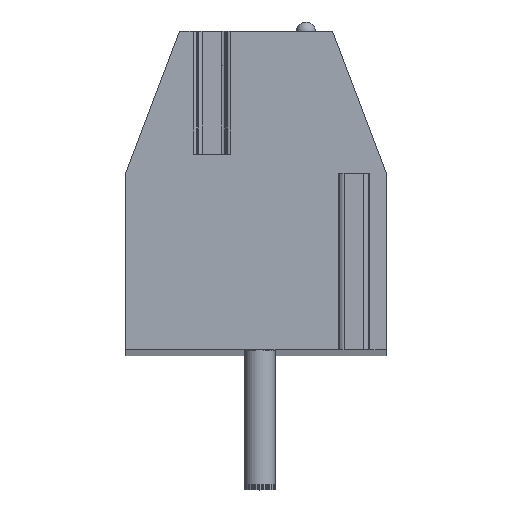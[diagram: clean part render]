
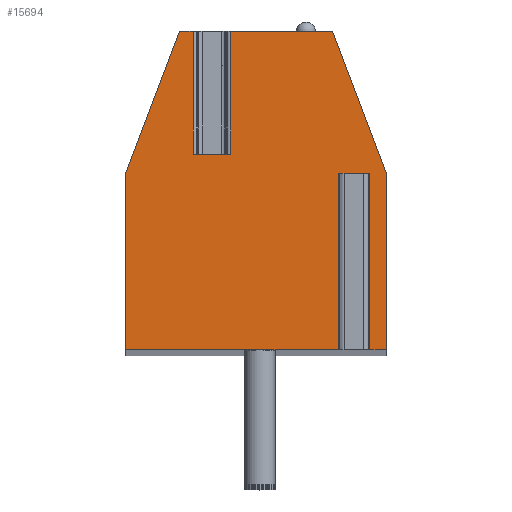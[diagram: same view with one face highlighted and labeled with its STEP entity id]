
A CAD part, top view. The second image highlights one B-rep face of the part: STEP entity #15694.
In plain terms, the highlighted planar face has unit normal (0, 0, 1).
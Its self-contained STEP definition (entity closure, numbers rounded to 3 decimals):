
#14=DIRECTION('',(0.,1.,0.));
#15=VECTOR('',#14,3.2);
#16=CARTESIAN_POINT('',(-1.636,1.,85.725));
#17=LINE('',#16,#15);
#18=DIRECTION('',(1.,0.,0.));
#19=VECTOR('',#18,0.972);
#20=CARTESIAN_POINT('',(-1.636,1.,85.725));
#21=LINE('',#20,#19);
#22=DIRECTION('',(0.,1.,0.));
#23=VECTOR('',#22,3.2);
#24=CARTESIAN_POINT('',(-0.664,1.,85.725));
#25=LINE('',#24,#23);
#26=DIRECTION('',(-1.,0.,0.));
#27=VECTOR('',#26,2.659);
#28=CARTESIAN_POINT('',(1.995,4.2,85.725));
#29=LINE('',#28,#27);
#30=DIRECTION('',(-0.355,0.935,0.));
#31=VECTOR('',#30,3.958);
#32=CARTESIAN_POINT('',(3.4,0.5,85.725));
#33=LINE('',#32,#31);
#34=DIRECTION('',(0.,1.,0.));
#35=VECTOR('',#34,4.6);
#36=CARTESIAN_POINT('',(3.4,-4.1,85.725));
#37=LINE('',#36,#35);
#38=DIRECTION('',(1.,0.,0.));
#39=VECTOR('',#38,0.625);
#40=CARTESIAN_POINT('',(2.775,-4.1,85.725));
#41=LINE('',#40,#39);
#42=DIRECTION('',(0.,1.,0.));
#43=VECTOR('',#42,4.6);
#44=CARTESIAN_POINT('',(2.775,-4.1,85.725));
#45=LINE('',#44,#43);
#46=DIRECTION('',(-1.,0.,0.));
#47=VECTOR('',#46,0.45);
#48=CARTESIAN_POINT('',(2.775,0.5,85.725));
#49=LINE('',#48,#47);
#50=DIRECTION('',(0.,1.,0.));
#51=VECTOR('',#50,4.6);
#52=CARTESIAN_POINT('',(2.325,-4.1,85.725));
#53=LINE('',#52,#51);
#54=DIRECTION('',(1.,0.,0.));
#55=VECTOR('',#54,5.725);
#56=CARTESIAN_POINT('',(-3.4,-4.1,85.725));
#57=LINE('',#56,#55);
#58=DIRECTION('',(0.,-1.,0.));
#59=VECTOR('',#58,4.6);
#60=CARTESIAN_POINT('',(-3.4,0.5,85.725));
#61=LINE('',#60,#59);
#62=DIRECTION('',(-0.355,-0.935,0.));
#63=VECTOR('',#62,3.958);
#64=CARTESIAN_POINT('',(-1.995,4.2,85.725));
#65=LINE('',#64,#63);
#66=DIRECTION('',(-1.,0.,0.));
#67=VECTOR('',#66,0.359);
#68=CARTESIAN_POINT('',(-1.636,4.2,85.725));
#69=LINE('',#68,#67);
#12315=CARTESIAN_POINT('',(-1.995,4.2,85.725));
#12316=CARTESIAN_POINT('',(-3.4,0.5,85.725));
#12317=VERTEX_POINT('',#12315);
#12318=VERTEX_POINT('',#12316);
#12319=CARTESIAN_POINT('',(-3.4,-4.1,85.725));
#12320=VERTEX_POINT('',#12319);
#12321=CARTESIAN_POINT('',(3.4,-4.1,85.725));
#12322=CARTESIAN_POINT('',(3.4,0.5,85.725));
#12323=VERTEX_POINT('',#12321);
#12324=VERTEX_POINT('',#12322);
#12325=CARTESIAN_POINT('',(1.995,4.2,85.725));
#12326=VERTEX_POINT('',#12325);
#12363=CARTESIAN_POINT('',(2.775,0.5,85.725));
#12364=CARTESIAN_POINT('',(2.325,0.5,85.725));
#12365=VERTEX_POINT('',#12363);
#12366=VERTEX_POINT('',#12364);
#12367=CARTESIAN_POINT('',(2.325,-4.1,85.725));
#12368=VERTEX_POINT('',#12367);
#12369=CARTESIAN_POINT('',(2.775,-4.1,85.725));
#12370=VERTEX_POINT('',#12369);
#12431=CARTESIAN_POINT('',(-1.636,1.,85.725));
#12432=CARTESIAN_POINT('',(-1.636,4.2,85.725));
#12433=VERTEX_POINT('',#12431);
#12434=VERTEX_POINT('',#12432);
#12435=CARTESIAN_POINT('',(-0.664,1.,85.725));
#12436=CARTESIAN_POINT('',(-0.664,4.2,85.725));
#12437=VERTEX_POINT('',#12435);
#12438=VERTEX_POINT('',#12436);
#15659=CARTESIAN_POINT('',(0.,0.,85.725));
#15660=DIRECTION('',(0.,0.,1.));
#15661=DIRECTION('',(1.,0.,0.));
#15662=AXIS2_PLACEMENT_3D('',#15659,#15660,#15661);
#15663=PLANE('',#15662);
#15665=ORIENTED_EDGE('',*,*,#15664,.F.);
#15667=ORIENTED_EDGE('',*,*,#15666,.T.);
#15669=ORIENTED_EDGE('',*,*,#15668,.T.);
#15671=ORIENTED_EDGE('',*,*,#15670,.F.);
#15673=ORIENTED_EDGE('',*,*,#15672,.F.);
#15675=ORIENTED_EDGE('',*,*,#15674,.F.);
#15677=ORIENTED_EDGE('',*,*,#15676,.F.);
#15679=ORIENTED_EDGE('',*,*,#15678,.T.);
#15681=ORIENTED_EDGE('',*,*,#15680,.T.);
#15683=ORIENTED_EDGE('',*,*,#15682,.F.);
#15685=ORIENTED_EDGE('',*,*,#15684,.F.);
#15687=ORIENTED_EDGE('',*,*,#15686,.F.);
#15689=ORIENTED_EDGE('',*,*,#15688,.F.);
#15691=ORIENTED_EDGE('',*,*,#15690,.F.);
#15692=EDGE_LOOP('',(#15665,#15667,#15669,#15671,#15673,#15675,#15677,#15679,
#15681,#15683,#15685,#15687,#15689,#15691));
#15693=FACE_OUTER_BOUND('',#15692,.F.);
#15664=EDGE_CURVE('',#12433,#12434,#17,.T.);
#15666=EDGE_CURVE('',#12433,#12437,#21,.T.);
#15668=EDGE_CURVE('',#12437,#12438,#25,.T.);
#15670=EDGE_CURVE('',#12326,#12438,#29,.T.);
#15672=EDGE_CURVE('',#12324,#12326,#33,.T.);
#15674=EDGE_CURVE('',#12323,#12324,#37,.T.);
#15676=EDGE_CURVE('',#12370,#12323,#41,.T.);
#15678=EDGE_CURVE('',#12370,#12365,#45,.T.);
#15680=EDGE_CURVE('',#12365,#12366,#49,.T.);
#15682=EDGE_CURVE('',#12368,#12366,#53,.T.);
#15684=EDGE_CURVE('',#12320,#12368,#57,.T.);
#15686=EDGE_CURVE('',#12318,#12320,#61,.T.);
#15688=EDGE_CURVE('',#12317,#12318,#65,.T.);
#15690=EDGE_CURVE('',#12434,#12317,#69,.T.);
#15694=ADVANCED_FACE('',(#15693),#15663,.T.);
